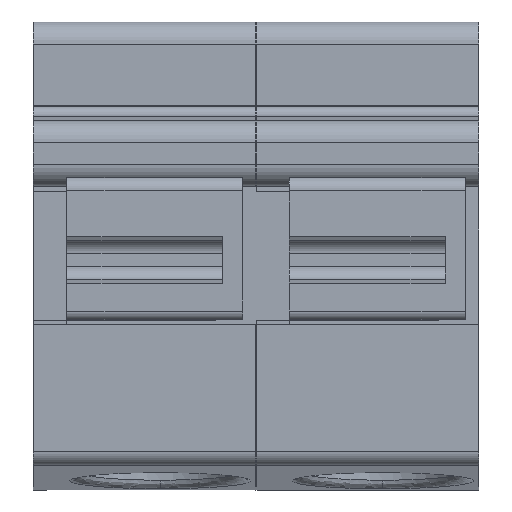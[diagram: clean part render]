
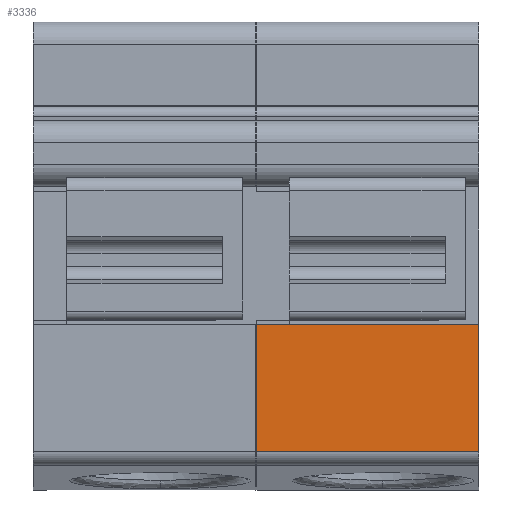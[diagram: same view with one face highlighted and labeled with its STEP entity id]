
A CAD part, top view. The second image highlights one B-rep face of the part: STEP entity #3336.
In plain terms, the highlighted planar face has unit normal (0, 0, 1).
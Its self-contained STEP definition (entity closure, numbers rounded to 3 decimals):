
#3336=ADVANCED_FACE('',(#9076),#9077,.T.);
#3678=EDGE_CURVE('',#9615,#9618,#9619,.T.);
#4132=EDGE_CURVE('',#10210,#9618,#10211,.T.);
#4220=EDGE_CURVE('',#10210,#10315,#10316,.T.);
#4252=EDGE_CURVE('',#10315,#9615,#10351,.T.);
#9076=FACE_OUTER_BOUND('',#17127,.T.);
#9077=PLANE('',#17128);
#9615=VERTEX_POINT('',#18310);
#9618=VERTEX_POINT('',#18315);
#9619=LINE('',#18316,#18317);
#10210=VERTEX_POINT('',#19752);
#10211=LINE('',#19753,#19754);
#10315=VERTEX_POINT('',#19935);
#10316=LINE('',#19936,#19937);
#10351=LINE('',#20034,#20035);
#17127=EDGE_LOOP('',(#31761,#31762,#31763,#31764));
#17128=AXIS2_PLACEMENT_3D('',#31765,#31766,#31767);
#18310=CARTESIAN_POINT('',(10.,1.65,10.1));
#18315=CARTESIAN_POINT('',(10.,-1.206,10.1));
#18316=CARTESIAN_POINT('',(10.,1.65,10.1));
#18317=VECTOR('',#32362,1.0);
#19752=CARTESIAN_POINT('',(5.,-1.206,10.1));
#19753=CARTESIAN_POINT('',(5.,-1.206,10.1));
#19754=VECTOR('',#32674,1.0);
#19935=CARTESIAN_POINT('',(5.,1.65,10.1));
#19936=CARTESIAN_POINT('',(5.,-1.206,10.1));
#19937=VECTOR('',#32738,1.0);
#20034=CARTESIAN_POINT('',(5.,1.65,10.1));
#20035=VECTOR('',#32757,1.0);
#31761=ORIENTED_EDGE('',*,*,#4132,.T.);
#31762=ORIENTED_EDGE('',*,*,#3678,.F.);
#31763=ORIENTED_EDGE('',*,*,#4252,.F.);
#31764=ORIENTED_EDGE('',*,*,#4220,.F.);
#31765=CARTESIAN_POINT('',(4.875,-1.278,10.1));
#31766=DIRECTION('',(0.,0.,1.0));
#31767=DIRECTION('',(0.0,-1.0,0.));
#32362=DIRECTION('',(0.,-1.0,0.));
#32674=DIRECTION('',(1.0,0.,0.));
#32738=DIRECTION('',(0.,1.0,0.));
#32757=DIRECTION('',(1.0,0.,0.));
